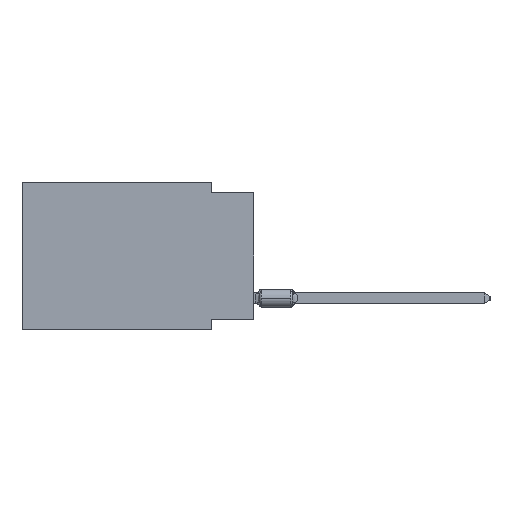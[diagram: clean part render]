
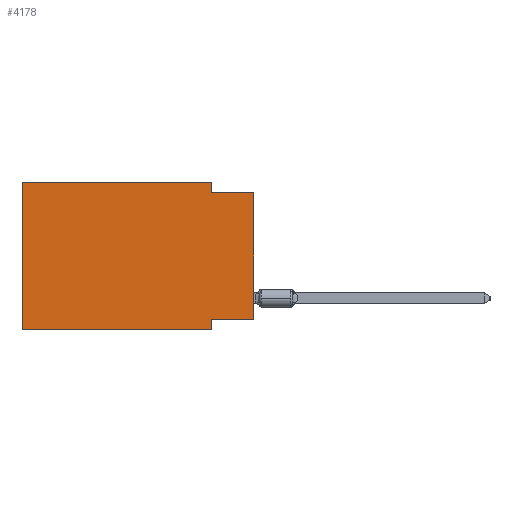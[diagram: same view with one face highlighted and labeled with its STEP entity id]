
A CAD part, left-side view. The second image highlights one B-rep face of the part: STEP entity #4178.
In plain terms, the highlighted planar face has unit normal (-1, 0, 0).
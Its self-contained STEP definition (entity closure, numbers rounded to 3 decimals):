
#290 = PLANE ( 'NONE',  #25421 ) ;
#760 = CARTESIAN_POINT ( 'NONE',  ( 0., 13.97, 0. ) ) ;
#1751 = ORIENTED_EDGE ( 'NONE', *, *, #37984, .F. ) ;
#2388 = LINE ( 'NONE', #24550, #30827 ) ;
#2623 = CARTESIAN_POINT ( 'NONE',  ( 0., 2.54, 0. ) ) ;
#2681 = ORIENTED_EDGE ( 'NONE', *, *, #13823, .T. ) ;
#2787 = VERTEX_POINT ( 'NONE', #44897 ) ;
#3879 = CARTESIAN_POINT ( 'NONE',  ( 0., 2.54, -0.635 ) ) ;
#4178 = ADVANCED_FACE ( 'NONE', ( #7828 ), #290, .F. ) ;
#4563 = VECTOR ( 'NONE', #43748, 1000. ) ;
#4797 = ORIENTED_EDGE ( 'NONE', *, *, #23464, .F. ) ;
#4901 = DIRECTION ( 'NONE',  ( 0., -1., 0. ) ) ;
#6098 = CARTESIAN_POINT ( 'NONE',  ( 0., 13.97, 0. ) ) ;
#7596 = DIRECTION ( 'NONE',  ( 1., 0., 0. ) ) ;
#7828 = FACE_OUTER_BOUND ( 'NONE', #18477, .T. ) ;
#8313 = DIRECTION ( 'NONE',  ( 0., 0., 1. ) ) ;
#8428 = DIRECTION ( 'NONE',  ( 0., 0., -1. ) ) ;
#9081 = EDGE_CURVE ( 'NONE', #42848, #11958, #25305, .T. ) ;
#9759 = CARTESIAN_POINT ( 'NONE',  ( 0., 2.54, -8.89 ) ) ;
#9846 = VECTOR ( 'NONE', #44006, 1000. ) ;
#10640 = EDGE_CURVE ( 'NONE', #13543, #39854, #18433, .T. ) ;
#10661 = LINE ( 'NONE', #2623, #9846 ) ;
#10699 = DIRECTION ( 'NONE',  ( 0., -1., 0. ) ) ;
#11576 = CARTESIAN_POINT ( 'NONE',  ( 0., 2.54, 0. ) ) ;
#11958 = VERTEX_POINT ( 'NONE', #9759 ) ;
#13543 = VERTEX_POINT ( 'NONE', #3879 ) ;
#13823 = EDGE_CURVE ( 'NONE', #2787, #39854, #28929, .T. ) ;
#15139 = LINE ( 'NONE', #38259, #23134 ) ;
#15810 = ORIENTED_EDGE ( 'NONE', *, *, #29139, .F. ) ;
#16072 = EDGE_CURVE ( 'NONE', #42848, #23590, #42144, .T. ) ;
#17728 = CARTESIAN_POINT ( 'NONE',  ( 0., 0., 0. ) ) ;
#17998 = ORIENTED_EDGE ( 'NONE', *, *, #9081, .T. ) ;
#18433 = LINE ( 'NONE', #25490, #4563 ) ;
#18477 = EDGE_LOOP ( 'NONE', ( #2681, #29245, #1751, #4797, #28653, #17998, #15810, #21410 ) ) ;
#21410 = ORIENTED_EDGE ( 'NONE', *, *, #37843, .F. ) ;
#22543 = VECTOR ( 'NONE', #10699, 1000. ) ;
#22924 = CARTESIAN_POINT ( 'NONE',  ( 0., 13.97, -8.89 ) ) ;
#23134 = VECTOR ( 'NONE', #4901, 1000. ) ;
#23464 = EDGE_CURVE ( 'NONE', #23590, #48096, #15139, .T. ) ;
#23590 = VERTEX_POINT ( 'NONE', #6098 ) ;
#24550 = CARTESIAN_POINT ( 'NONE',  ( 0., 0., -8.255 ) ) ;
#25305 = LINE ( 'NONE', #25785, #22543 ) ;
#25421 = AXIS2_PLACEMENT_3D ( 'NONE', #760, #7596, #45058 ) ;
#25490 = CARTESIAN_POINT ( 'NONE',  ( 0., 0., -0.635 ) ) ;
#25785 = CARTESIAN_POINT ( 'NONE',  ( 0., 13.97, -8.89 ) ) ;
#26461 = LINE ( 'NONE', #41774, #28327 ) ;
#27101 = CARTESIAN_POINT ( 'NONE',  ( 0., 0., -0.635 ) ) ;
#27538 = CARTESIAN_POINT ( 'NONE',  ( 0., 13.97, 0. ) ) ;
#28327 = VECTOR ( 'NONE', #8428, 1000. ) ;
#28653 = ORIENTED_EDGE ( 'NONE', *, *, #16072, .F. ) ;
#28929 = LINE ( 'NONE', #17728, #30292 ) ;
#29139 = EDGE_CURVE ( 'NONE', #36994, #11958, #26461, .T. ) ;
#29245 = ORIENTED_EDGE ( 'NONE', *, *, #10640, .F. ) ;
#30292 = VECTOR ( 'NONE', #43770, 1000. ) ;
#30827 = VECTOR ( 'NONE', #46694, 1000. ) ;
#36994 = VERTEX_POINT ( 'NONE', #46088 ) ;
#37843 = EDGE_CURVE ( 'NONE', #2787, #36994, #2388, .T. ) ;
#37984 = EDGE_CURVE ( 'NONE', #48096, #13543, #10661, .T. ) ;
#38259 = CARTESIAN_POINT ( 'NONE',  ( 0., 13.97, 0. ) ) ;
#39854 = VERTEX_POINT ( 'NONE', #27101 ) ;
#41774 = CARTESIAN_POINT ( 'NONE',  ( 0., 2.54, -8.89 ) ) ;
#42144 = LINE ( 'NONE', #27538, #43423 ) ;
#42848 = VERTEX_POINT ( 'NONE', #22924 ) ;
#43423 = VECTOR ( 'NONE', #8313, 1000. ) ;
#43748 = DIRECTION ( 'NONE',  ( 0., -1., 0. ) ) ;
#43770 = DIRECTION ( 'NONE',  ( 0., 0., 1. ) ) ;
#44006 = DIRECTION ( 'NONE',  ( 0., 0., -1. ) ) ;
#44897 = CARTESIAN_POINT ( 'NONE',  ( 0., 0., -8.255 ) ) ;
#45058 = DIRECTION ( 'NONE',  ( 0., 0., -1. ) ) ;
#46088 = CARTESIAN_POINT ( 'NONE',  ( 0., 2.54, -8.255 ) ) ;
#46694 = DIRECTION ( 'NONE',  ( 0., 1., 0. ) ) ;
#48096 = VERTEX_POINT ( 'NONE', #11576 ) ;
